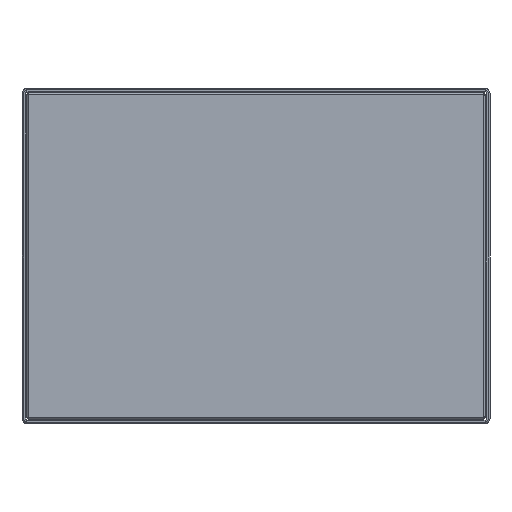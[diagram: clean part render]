
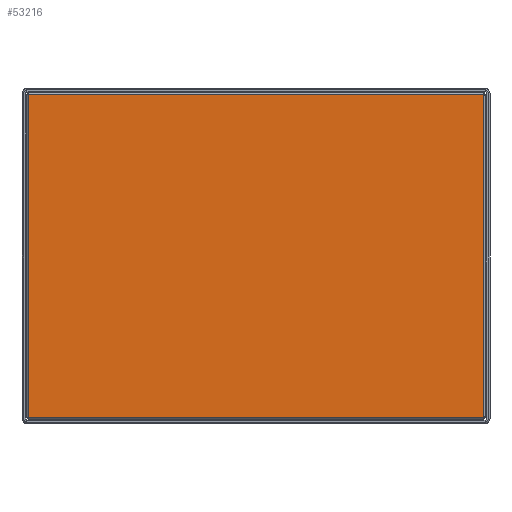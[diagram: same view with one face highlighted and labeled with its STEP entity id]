
A CAD part, top view. The second image highlights one B-rep face of the part: STEP entity #53216.
In plain terms, the highlighted planar face has unit normal (0, 0, 1).
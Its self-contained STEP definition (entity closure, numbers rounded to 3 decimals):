
#77 = CARTESIAN_POINT ( 'NONE',  ( 92.25, 65., 7.403 ) ) ;
#734 = CARTESIAN_POINT ( 'NONE',  ( 91.75, 65.5, 7.403 ) ) ;
#1238 = EDGE_CURVE ( 'NONE', #19836, #36003, #62680, .T. ) ;
#1860 = EDGE_CURVE ( 'NONE', #66619, #19836, #30795, .T. ) ;
#2140 = DIRECTION ( 'NONE',  ( 0., 1., 0. ) ) ;
#3498 = CARTESIAN_POINT ( 'NONE',  ( 91.75, -65., 7.403 ) ) ;
#4273 = DIRECTION ( 'NONE',  ( 0., 1., 0. ) ) ;
#4907 = DIRECTION ( 'NONE',  ( 0., 1., 0. ) ) ;
#4968 = LINE ( 'NONE', #7906, #14941 ) ;
#6659 = ORIENTED_EDGE ( 'NONE', *, *, #29075, .T. ) ;
#7906 = CARTESIAN_POINT ( 'NONE',  ( 91.75, -65.5, 7.403 ) ) ;
#7978 = LINE ( 'NONE', #43143, #39712 ) ;
#8358 = DIRECTION ( 'NONE',  ( 0., 0., 1. ) ) ;
#9129 = DIRECTION ( 'NONE',  ( 0., 0., 1. ) ) ;
#9870 = ORIENTED_EDGE ( 'NONE', *, *, #10783, .T. ) ;
#10783 = EDGE_CURVE ( 'NONE', #22915, #68451, #4968, .T. ) ;
#12320 = CARTESIAN_POINT ( 'NONE',  ( 92.25, -65., 7.403 ) ) ;
#13538 = DIRECTION ( 'NONE',  ( 0., 1., 0. ) ) ;
#14019 = CARTESIAN_POINT ( 'NONE',  ( 91.75, 65., 7.403 ) ) ;
#14515 = CARTESIAN_POINT ( 'NONE',  ( 92.25, 65., 7.403 ) ) ;
#14941 = VECTOR ( 'NONE', #61397, 1000. ) ;
#14955 = ORIENTED_EDGE ( 'NONE', *, *, #1860, .T. ) ;
#15494 = AXIS2_PLACEMENT_3D ( 'NONE', #56207, #8358, #45904 ) ;
#15915 = ORIENTED_EDGE ( 'NONE', *, *, #1238, .T. ) ;
#17029 = AXIS2_PLACEMENT_3D ( 'NONE', #14019, #9129, #13538 ) ;
#18454 = CARTESIAN_POINT ( 'NONE',  ( 91.75, -65.5, 7.403 ) ) ;
#19836 = VERTEX_POINT ( 'NONE', #64125 ) ;
#20470 = EDGE_CURVE ( 'NONE', #40531, #45549, #28448, .T. ) ;
#21145 = EDGE_CURVE ( 'NONE', #57187, #40531, #32536, .T. ) ;
#21309 = AXIS2_PLACEMENT_3D ( 'NONE', #55376, #34149, #2140 ) ;
#21675 = VECTOR ( 'NONE', #63418, 1000. ) ;
#22059 = CIRCLE ( 'NONE', #33875, 0.5 ) ;
#22111 = DIRECTION ( 'NONE',  ( -1., 0., 0. ) ) ;
#22915 = VERTEX_POINT ( 'NONE', #47191 ) ;
#23281 = CARTESIAN_POINT ( 'NONE',  ( -91.75, 65.5, 7.403 ) ) ;
#28448 = CIRCLE ( 'NONE', #17029, 0.5 ) ;
#29075 = EDGE_CURVE ( 'NONE', #45549, #66619, #7978, .T. ) ;
#29141 = CIRCLE ( 'NONE', #21309, 0.5 ) ;
#30795 = CIRCLE ( 'NONE', #15494, 0.5 ) ;
#31513 = EDGE_CURVE ( 'NONE', #36003, #22915, #29141, .T. ) ;
#32536 = LINE ( 'NONE', #77, #21675 ) ;
#33034 = FACE_OUTER_BOUND ( 'NONE', #58642, .T. ) ;
#33875 = AXIS2_PLACEMENT_3D ( 'NONE', #45001, #39411, #4273 ) ;
#34149 = DIRECTION ( 'NONE',  ( 0., 0., 1. ) ) ;
#36003 = VERTEX_POINT ( 'NONE', #36842 ) ;
#36842 = CARTESIAN_POINT ( 'NONE',  ( -92.25, -65., 7.403 ) ) ;
#37576 = VECTOR ( 'NONE', #68977, 1000. ) ;
#38672 = EDGE_CURVE ( 'NONE', #68451, #57187, #22059, .T. ) ;
#39411 = DIRECTION ( 'NONE',  ( 0., 0., 1. ) ) ;
#39712 = VECTOR ( 'NONE', #22111, 1000. ) ;
#40531 = VERTEX_POINT ( 'NONE', #14515 ) ;
#43143 = CARTESIAN_POINT ( 'NONE',  ( -91.75, 65.5, 7.403 ) ) ;
#45001 = CARTESIAN_POINT ( 'NONE',  ( 91.75, -65., 7.403 ) ) ;
#45301 = ORIENTED_EDGE ( 'NONE', *, *, #31513, .T. ) ;
#45549 = VERTEX_POINT ( 'NONE', #734 ) ;
#45904 = DIRECTION ( 'NONE',  ( 0., 1., 0. ) ) ;
#46661 = ORIENTED_EDGE ( 'NONE', *, *, #20470, .T. ) ;
#47191 = CARTESIAN_POINT ( 'NONE',  ( -91.75, -65.5, 7.403 ) ) ;
#53216 = ADVANCED_FACE ( 'NONE', ( #33034 ), #62154, .T. ) ;
#53240 = CARTESIAN_POINT ( 'NONE',  ( -92.25, -65., 7.403 ) ) ;
#53379 = ORIENTED_EDGE ( 'NONE', *, *, #21145, .T. ) ;
#54146 = DIRECTION ( 'NONE',  ( 0., 0., 1. ) ) ;
#55376 = CARTESIAN_POINT ( 'NONE',  ( -91.75, -65., 7.403 ) ) ;
#56207 = CARTESIAN_POINT ( 'NONE',  ( -91.75, 65., 7.403 ) ) ;
#57187 = VERTEX_POINT ( 'NONE', #12320 ) ;
#58642 = EDGE_LOOP ( 'NONE', ( #46661, #6659, #14955, #15915, #45301, #9870, #62890, #53379 ) ) ;
#61397 = DIRECTION ( 'NONE',  ( 1., 0., 0. ) ) ;
#62134 = AXIS2_PLACEMENT_3D ( 'NONE', #3498, #54146, #4907 ) ;
#62154 = PLANE ( 'NONE',  #62134 ) ;
#62680 = LINE ( 'NONE', #53240, #37576 ) ;
#62890 = ORIENTED_EDGE ( 'NONE', *, *, #38672, .T. ) ;
#63418 = DIRECTION ( 'NONE',  ( 0., 1., 0. ) ) ;
#64125 = CARTESIAN_POINT ( 'NONE',  ( -92.25, 65., 7.403 ) ) ;
#66619 = VERTEX_POINT ( 'NONE', #23281 ) ;
#68451 = VERTEX_POINT ( 'NONE', #18454 ) ;
#68977 = DIRECTION ( 'NONE',  ( 0., -1., 0. ) ) ;
